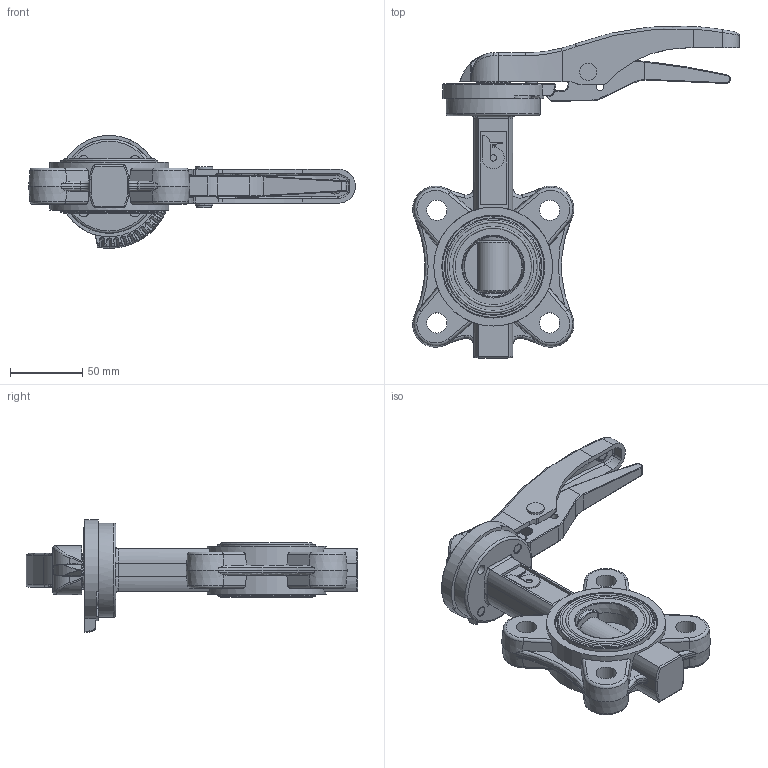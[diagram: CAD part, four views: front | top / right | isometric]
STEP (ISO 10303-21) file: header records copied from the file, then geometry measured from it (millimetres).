
FILE_DESCRIPTION (( 'STEP AP203' ), '1' );
FILE_NAME ('A9.100040L16_1.STEP', '2012-12-17T09:34:05', ( 'luca.saino' ), ( 'Hewlett-Packard Company' ), 'SwSTEP 2.0', 'SolidWorks 2012', '' );
FILE_SCHEMA (( 'CONFIG_CONTROL_DESIGN' ));
Products named in the file (1): A9.100040L16_1
Bounding box: 225.3 x 228.99 x 77.87 mm (x, y, z)
Volume: 445845 mm3; surface area: 102038.5 mm2
Topology: 1 solids, 3 shells, 1164 faces, 3013 edges, 1914 vertices
Faces by surface type: plane 458, cylinder 292, bspline 196, torus 132, cone 72, sphere 14
Full cylindrical faces by diameter (mm): 1.5 x2, 4 x2, 5 x2, 7 x4, 8 x3, 10.2 x4, 12 x1, 13 x2, 14 x4, 15 x2, 65 x1, 67.2 x2, 70 x3, 82 x2
Entity records: 43914 total; most frequent: CARTESIAN_POINT 17342, ORIENTED_EDGE 5798, DIRECTION 5045, EDGE_CURVE 2899, VERTEX_POINT 1875, AXIS2_PLACEMENT_3D 1855, VECTOR 1335, LINE 1335
